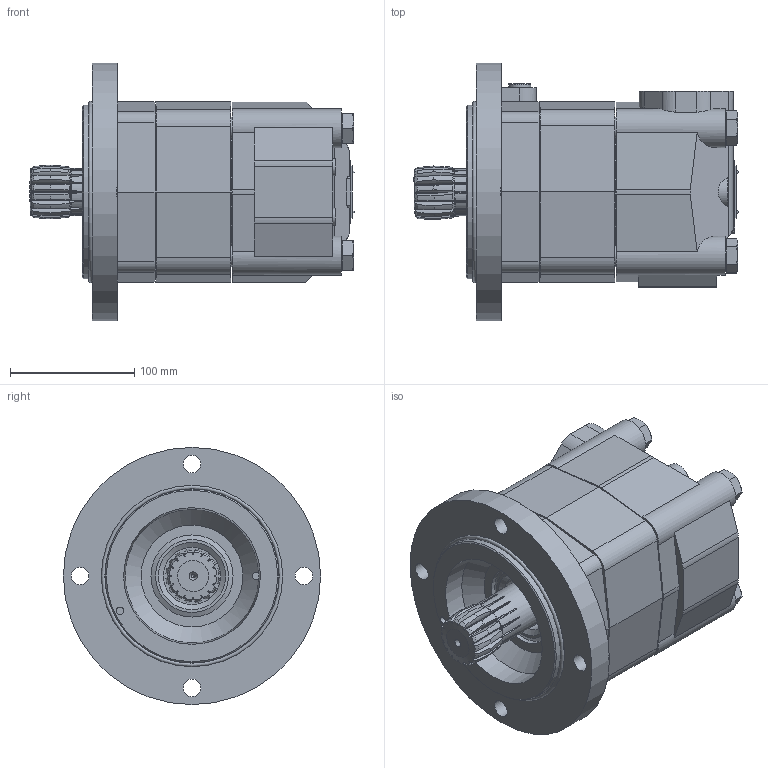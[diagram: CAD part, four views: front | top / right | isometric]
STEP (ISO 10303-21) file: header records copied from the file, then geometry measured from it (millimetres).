
FILE_DESCRIPTION( ( 'STEP AP214' ), '1' );
FILE_NAME( 'MVS800.stp', '2020-12-18T07:53:17', ( 'License CC BY-ND 4.0' ), ( 'CADENAS' ), ' ', 'PARTsolutions', ' ' );
FILE_SCHEMA( ( 'AUTOMOTIVE_DESIGN { 1 0 10303 214 1 1 1 1 }' ) );
Length unit declared in the file: millimetre
Products named in the file (5): MVS800; _MVSFL; _MVS800D; _MVP; HI_Hexagon bolt DIN 931-1 M16x1000
Assembly tree (7 placements, depth 2):
  MVS800
    _MVSFL
    _MVS800D
    _MVP
    HI_Hexagon bolt DIN 931-1 M16x1000  x4
Bounding box: 260.86 x 207 x 207 mm (x, y, z)
Volume: 3984025 mm3; surface area: 355291.4 mm2
Topology: 7 solids, 7 shells, 595 faces, 1486 edges, 959 vertices
Faces by surface type: plane 228, cylinder 179, cone 127, torus 57, sphere 4
Full cylindrical faces by diameter (mm): 3.15 x1, 6 x2, 7 x3, 10.106 x4, 13.835 x4, 14 x2, 14.2 x4, 14.8 x2, 15 x4, 16 x4, 16.2 x4, 16.3 x4, 16.8 x4, 17 x5, 18 x1, 18.4 x4, 21 x1, 26 x4, 30.291 x2, 38 x1, 46 x1, 66 x1, 120 x2, 125.5 x1, 140 x1, 207 x1
Entity records: 20602 total; most frequent: CARTESIAN_POINT 4055, ORIENTED_EDGE 2444, DIRECTION 2440, EDGE_CURVE 1222, AXIS2_PLACEMENT_3D 1006, VERTEX_POINT 867, EDGE_LOOP 718, FACE_OUTER_BOUND 602
